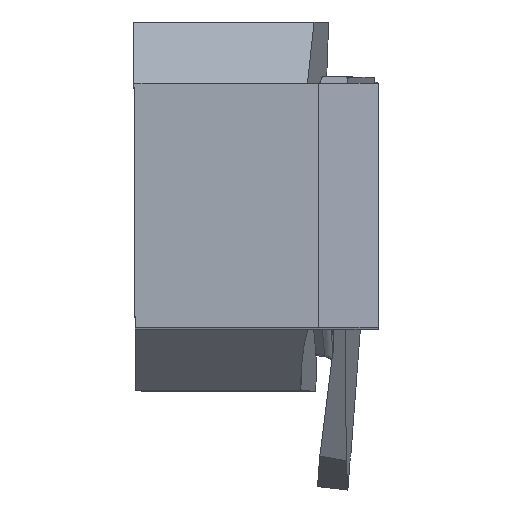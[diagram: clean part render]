
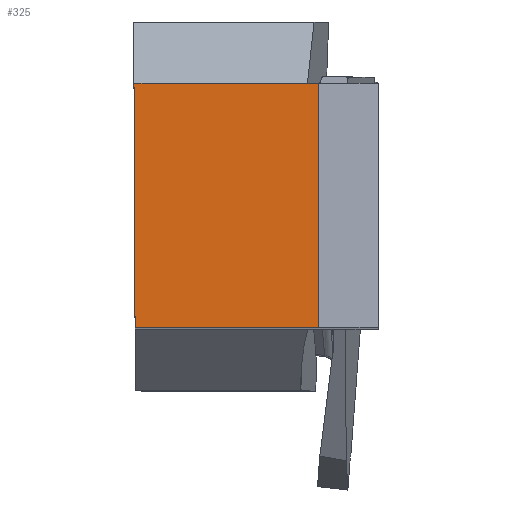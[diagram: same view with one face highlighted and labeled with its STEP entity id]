
A CAD part, top view. The second image highlights one B-rep face of the part: STEP entity #325.
In plain terms, the highlighted planar face has unit normal (0, 0, 1).
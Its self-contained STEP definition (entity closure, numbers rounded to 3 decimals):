
#325=ADVANCED_FACE('BLANK_BOXF006',(#501),#443,.F.);
#443=PLANE('',#2256);
#501=FACE_OUTER_BOUND('',#620,.T.);
#620=EDGE_LOOP('',(#796,#797,#798,#799));
#796=ORIENTED_EDGE('',*,*,#1576,.T.);
#797=ORIENTED_EDGE('',*,*,#1545,.F.);
#798=ORIENTED_EDGE('',*,*,#1577,.F.);
#799=ORIENTED_EDGE('',*,*,#1578,.F.);
#1351=VERTEX_POINT('',#3040);
#1352=VERTEX_POINT('',#3042);
#1373=VERTEX_POINT('',#3102);
#1374=VERTEX_POINT('',#3104);
#1545=EDGE_CURVE('',#1351,#1352,#1849,.T.);
#1576=EDGE_CURVE('',#1373,#1352,#1878,.T.);
#1577=EDGE_CURVE('',#1374,#1351,#1879,.T.);
#1578=EDGE_CURVE('',#1373,#1374,#1880,.T.);
#1849=LINE('',#3041,#2008);
#1878=LINE('',#3101,#2037);
#1879=LINE('',#3103,#2038);
#1880=LINE('',#3105,#2039);
#2008=VECTOR('',#2472,1.);
#2037=VECTOR('',#2521,1.);
#2038=VECTOR('',#2522,1.);
#2039=VECTOR('',#2523,1.);
#2256=AXIS2_PLACEMENT_3D('',#3106,#2524,#2525);
#2472=DIRECTION('',(-0.004,1.,0.));
#2521=DIRECTION('',(-1.,0.,0.));
#2522=DIRECTION('',(-1.,0.,0.));
#2523=DIRECTION('',(0.,-1.,0.));
#2524=DIRECTION('',(0.,0.,-1.));
#2525=DIRECTION('',(-1.,0.,0.));
#3040=CARTESIAN_POINT('',(-11.873,0.,0.));
#3041=CARTESIAN_POINT('',(-11.938,14.922,0.));
#3042=CARTESIAN_POINT('',(-11.925,11.925,0.));
#3101=CARTESIAN_POINT('',(12.075,11.925,0.));
#3102=CARTESIAN_POINT('',(-2.925,11.925,0.));
#3103=CARTESIAN_POINT('',(12.075,0.,0.));
#3104=CARTESIAN_POINT('',(-2.925,0.,0.));
#3105=CARTESIAN_POINT('',(-2.925,15.,0.));
#3106=CARTESIAN_POINT('',(6.,15.,0.));
